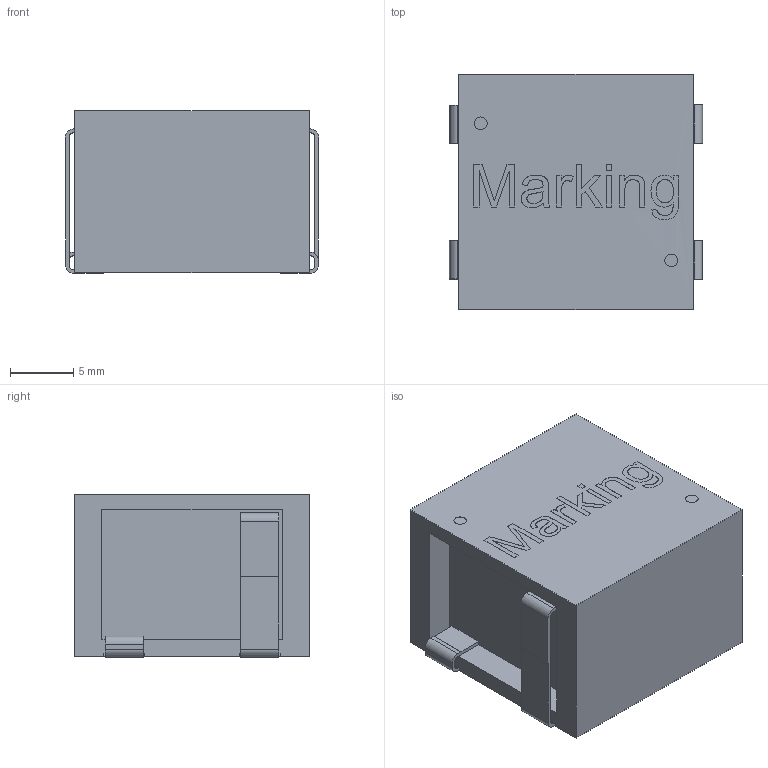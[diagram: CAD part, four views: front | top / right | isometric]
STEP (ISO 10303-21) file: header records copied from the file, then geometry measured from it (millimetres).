
FILE_DESCRIPTION(/* description */ ('Unknown'),/* implementation_level */ '2;1');
FILE_NAME(/* name */ 'L_Wurth_WE-CFWI-1813',/* time_stamp */ '2025-06-12T11:06:29+08:00',/* author */ ('Unknown'),/* organization */ ('Unknown'),/* preprocessor_version */ 'ST-DEVELOPER v19.4',/* originating_system */ 'Solid Edge',/* authorisation */ 'Unknown');
FILE_SCHEMA (('AUTOMOTIVE_DESIGN {1 0 10303 214 3 1 1}'));
Length unit declared in the file: millimetre
Products named in the file (1): L_Wurth_WE-CFWI-1813
Bounding box: 19.95 x 18.5 x 12.84 mm (x, y, z)
Volume: 3756.5 mm3; surface area: 2080.3 mm2
Topology: 1 solids, 1 shells, 168 faces, 464 edges, 306 vertices
Faces by surface type: plane 136, cylinder 19, bspline 13
Full cylindrical faces by diameter (mm): 1 x2
Entity records: 7170 total; most frequent: CARTESIAN_POINT 1928, ORIENTED_EDGE 922, DIRECTION 683, EDGE_CURVE 461, VERTEX_POINT 306, LINE 299, VECTOR 299, AXIS2_PLACEMENT_3D 192
